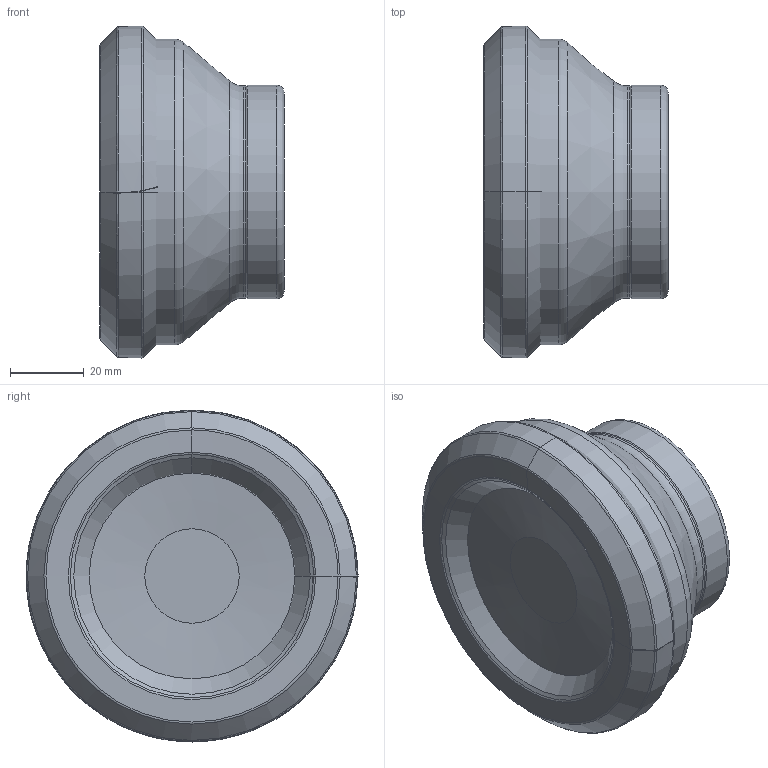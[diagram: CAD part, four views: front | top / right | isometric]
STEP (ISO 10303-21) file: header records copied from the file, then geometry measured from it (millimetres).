
FILE_DESCRIPTION(/* description */ (''),/* implementation_level */ '2;1');
FILE_NAME(/* name */ 'model1.stp',/* time_stamp */ '2023-10-02T12:35:25+03:00',/* author */ (''),/* organization */ (''),/* preprocessor_version */ 'ST-DEVELOPER v19.4',/* originating_system */ 'SIEMENS PLM Software NX2306.3001',/* authorisation */ '');
FILE_SCHEMA (('AUTOMOTIVE_DESIGN { 1 0 10303 214 3 1 1 1 }'));
Length unit declared in the file: millimetre
Products named in the file (1): model1_objects
Bounding box: 50 x 90.15 x 90.15 mm (x, y, z)
Volume: 249162.4 mm3; surface area: 33117.6 mm2
Topology: 2 solids, 2 shells, 85 faces, 183 edges, 100 vertices
Faces by surface type: cone 30, bspline 22, plane 11, cylinder 9, revolution 8, torus 5
Full cylindrical faces by diameter (mm): 57.6 x1, 58 x1, 83 x1
Entity records: 2984 total; most frequent: CARTESIAN_POINT 1136, DIRECTION 340, ORIENTED_EDGE 326, EDGE_CURVE 163, AXIS2_PLACEMENT_3D 148, EDGE_LOOP 105, VERTEX_POINT 100, ADVANCED_FACE 85
